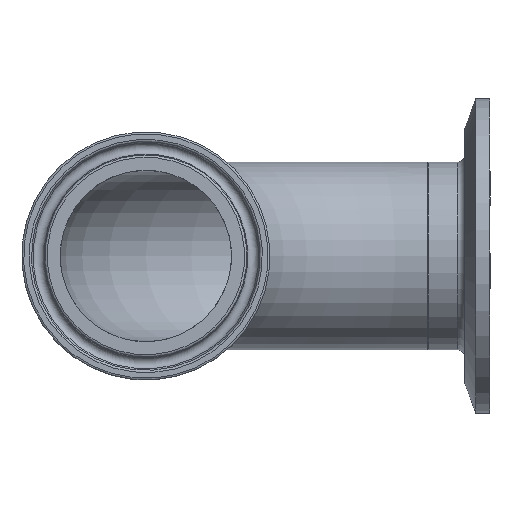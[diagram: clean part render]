
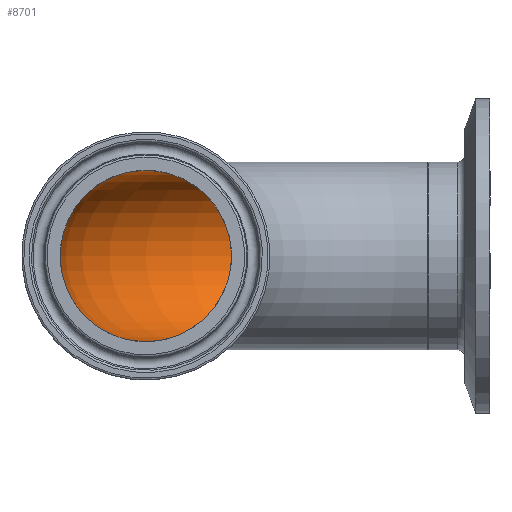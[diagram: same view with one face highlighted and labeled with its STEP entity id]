
A CAD part, front view. The second image highlights one B-rep face of the part: STEP entity #8701.
In plain terms, the highlighted toroidal (fillet/blend) face has major radius 57.15 mm and minor radius 17.399 mm.
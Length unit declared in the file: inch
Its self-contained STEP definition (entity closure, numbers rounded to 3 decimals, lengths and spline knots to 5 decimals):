
#86=CIRCLE('',#9055,0.685);
#87=CIRCLE('',#9056,0.685);
#88=CIRCLE('',#9057,1.565);
#89=CIRCLE('',#9058,0.685);
#90=CIRCLE('',#9059,0.685);
#1888=FACE_OUTER_BOUND('',#2411,.T.);
#2411=EDGE_LOOP('',(#8022,#8023,#8024,#8025,#8026,#8027));
#4102=VERTEX_POINT('',#19923);
#4103=VERTEX_POINT('',#19924);
#4104=VERTEX_POINT('',#19927);
#4105=VERTEX_POINT('',#19929);
#5421=EDGE_CURVE('',#4102,#4103,#86,.T.);
#5422=EDGE_CURVE('',#4103,#4102,#87,.T.);
#5423=EDGE_CURVE('',#4103,#4104,#88,.T.);
#5424=EDGE_CURVE('',#4105,#4104,#89,.T.);
#5425=EDGE_CURVE('',#4104,#4105,#90,.T.);
#8022=ORIENTED_EDGE('',*,*,#5421,.F.);
#8023=ORIENTED_EDGE('',*,*,#5422,.F.);
#8024=ORIENTED_EDGE('',*,*,#5423,.T.);
#8025=ORIENTED_EDGE('',*,*,#5424,.F.);
#8026=ORIENTED_EDGE('',*,*,#5425,.F.);
#8027=ORIENTED_EDGE('',*,*,#5423,.F.);
#8186=TOROIDAL_SURFACE('',#9054,2.25,0.685);
#8701=ADVANCED_FACE('',(#1888),#8186,.F.);
#9054=AXIS2_PLACEMENT_3D('',#19922,#10161,#10162);
#9055=AXIS2_PLACEMENT_3D('',#19925,#10163,#10164);
#9056=AXIS2_PLACEMENT_3D('',#19926,#10165,#10166);
#9057=AXIS2_PLACEMENT_3D('',#19928,#10167,#10168);
#9058=AXIS2_PLACEMENT_3D('',#19930,#10169,#10170);
#9059=AXIS2_PLACEMENT_3D('',#19931,#10171,#10172);
#10161=DIRECTION('center_axis',(0.,0.,-1.));
#10162=DIRECTION('ref_axis',(-1.,0.,0.));
#10163=DIRECTION('center_axis',(0.,1.,0.));
#10164=DIRECTION('ref_axis',(-1.,0.,0.));
#10165=DIRECTION('center_axis',(0.,1.,0.));
#10166=DIRECTION('ref_axis',(-1.,0.,0.));
#10167=DIRECTION('center_axis',(0.,0.,-1.));
#10168=DIRECTION('ref_axis',(-1.,0.,0.));
#10169=DIRECTION('center_axis',(-1.,0.,0.));
#10170=DIRECTION('ref_axis',(0.,1.,0.));
#10171=DIRECTION('center_axis',(-1.,0.,0.));
#10172=DIRECTION('ref_axis',(0.,1.,0.));
#19922=CARTESIAN_POINT('Origin',(2.25,0.,0.));
#19923=CARTESIAN_POINT('',(-0.685,0.,0.));
#19924=CARTESIAN_POINT('',(0.685,0.,0.));
#19925=CARTESIAN_POINT('Origin',(0.,0.,0.));
#19926=CARTESIAN_POINT('Origin',(0.,0.,0.));
#19927=CARTESIAN_POINT('',(2.25,1.565,0.));
#19928=CARTESIAN_POINT('Origin',(2.25,0.,0.));
#19929=CARTESIAN_POINT('',(2.25,2.935,0.));
#19930=CARTESIAN_POINT('Origin',(2.25,2.25,0.));
#19931=CARTESIAN_POINT('Origin',(2.25,2.25,0.));
